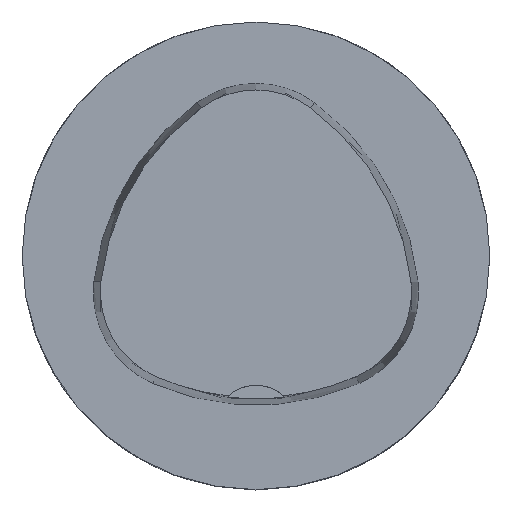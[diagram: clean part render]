
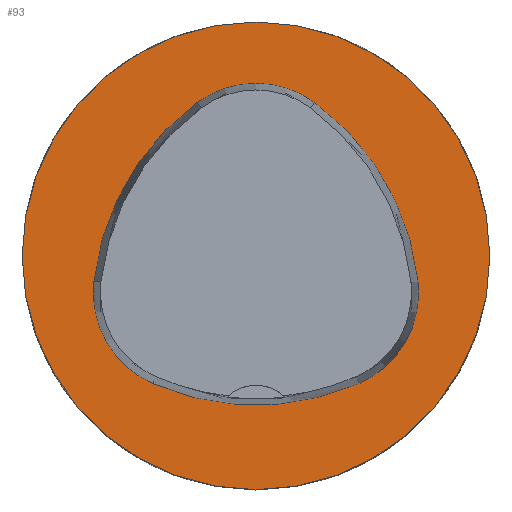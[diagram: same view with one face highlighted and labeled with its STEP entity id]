
A CAD part, top view. The second image highlights one B-rep face of the part: STEP entity #93.
In plain terms, the highlighted planar face has unit normal (0, 0, 1).
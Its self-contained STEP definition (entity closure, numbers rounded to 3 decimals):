
#36=PLANE('',#498);
#93=ADVANCED_FACE('',(#148,#149),#36,.T.);
#118=CIRCLE('',#469,40.0);
#120=CIRCLE('',#476,44.0);
#122=CIRCLE('',#479,17.0);
#124=CIRCLE('',#482,44.0);
#126=CIRCLE('',#485,17.0);
#130=CIRCLE('',#490,44.0);
#132=CIRCLE('',#493,17.0);
#148=FACE_BOUND('',#175,.T.);
#149=FACE_BOUND('',#176,.T.);
#175=EDGE_LOOP('',(#266,#267,#268,#269,#270,#271));
#176=EDGE_LOOP('',(#272));
#266=ORIENTED_EDGE('',*,*,#402,.T.);
#267=ORIENTED_EDGE('',*,*,#382,.T.);
#268=ORIENTED_EDGE('',*,*,#386,.T.);
#269=ORIENTED_EDGE('',*,*,#389,.T.);
#270=ORIENTED_EDGE('',*,*,#392,.T.);
#271=ORIENTED_EDGE('',*,*,#400,.T.);
#272=ORIENTED_EDGE('',*,*,#372,.F.);
#332=VERTEX_POINT('',#693);
#342=VERTEX_POINT('',#714);
#343=VERTEX_POINT('',#715);
#346=VERTEX_POINT('',#723);
#348=VERTEX_POINT('',#729);
#350=VERTEX_POINT('',#735);
#357=VERTEX_POINT('',#756);
#372=EDGE_CURVE('',#332,#332,#118,.T.);
#382=EDGE_CURVE('',#342,#343,#120,.T.);
#386=EDGE_CURVE('',#343,#346,#122,.T.);
#389=EDGE_CURVE('',#346,#348,#124,.T.);
#392=EDGE_CURVE('',#348,#350,#126,.T.);
#400=EDGE_CURVE('',#350,#357,#130,.T.);
#402=EDGE_CURVE('',#357,#342,#132,.T.);
#469=AXIS2_PLACEMENT_3D('',#692,#541,#542);
#476=AXIS2_PLACEMENT_3D('',#713,#559,#560);
#479=AXIS2_PLACEMENT_3D('',#722,#567,#568);
#482=AXIS2_PLACEMENT_3D('',#728,#574,#575);
#485=AXIS2_PLACEMENT_3D('',#734,#581,#582);
#490=AXIS2_PLACEMENT_3D('',#757,#593,#594);
#493=AXIS2_PLACEMENT_3D('',#760,#599,#600);
#498=AXIS2_PLACEMENT_3D('',#765,#609,#610);
#541=DIRECTION('',(0.0,0.0,-1.0));
#542=DIRECTION('',(-1.0,0.0,0.0));
#559=DIRECTION('',(0.0,0.0,-1.0));
#560=DIRECTION('',(-1.0,0.0,0.0));
#567=DIRECTION('',(0.0,0.0,-1.0));
#568=DIRECTION('',(-1.0,0.0,0.0));
#574=DIRECTION('',(0.0,0.0,-1.0));
#575=DIRECTION('',(-1.0,0.0,0.0));
#581=DIRECTION('',(0.0,0.0,-1.0));
#582=DIRECTION('',(-1.0,0.0,0.0));
#593=DIRECTION('',(0.0,0.0,-1.0));
#594=DIRECTION('',(-1.0,0.0,0.0));
#599=DIRECTION('',(0.0,0.0,-1.0));
#600=DIRECTION('',(-1.0,0.0,0.0));
#609=DIRECTION('',(0.0,0.0,1.0));
#610=DIRECTION('',(-1.0,0.0,0.0));
#692=CARTESIAN_POINT('',(0.0,0.0,0.0));
#693=CARTESIAN_POINT('',(-40.0,0.0,0.0));
#713=CARTESIAN_POINT('',(16.01,-9.224,0.0));
#714=CARTESIAN_POINT('',(-27.722,-4.378,0.0));
#715=CARTESIAN_POINT('',(-10.119,26.178,0.0));
#722=CARTESIAN_POINT('',(-0.023,12.5,0.0));
#723=CARTESIAN_POINT('',(10.049,26.194,0.0));
#728=CARTESIAN_POINT('',(-16.021,-9.25,0.0));
#729=CARTESIAN_POINT('',(27.71,-4.394,0.0));
#734=CARTESIAN_POINT('',(10.814,-6.27,0.0));
#735=CARTESIAN_POINT('',(17.611,-21.852,0.0));
#756=CARTESIAN_POINT('',(-17.652,-21.819,0.0));
#757=CARTESIAN_POINT('',(0.017,18.477,0.0));
#760=CARTESIAN_POINT('',(-10.825,-6.25,0.0));
#765=CARTESIAN_POINT('',(0.0,0.0,0.0));
